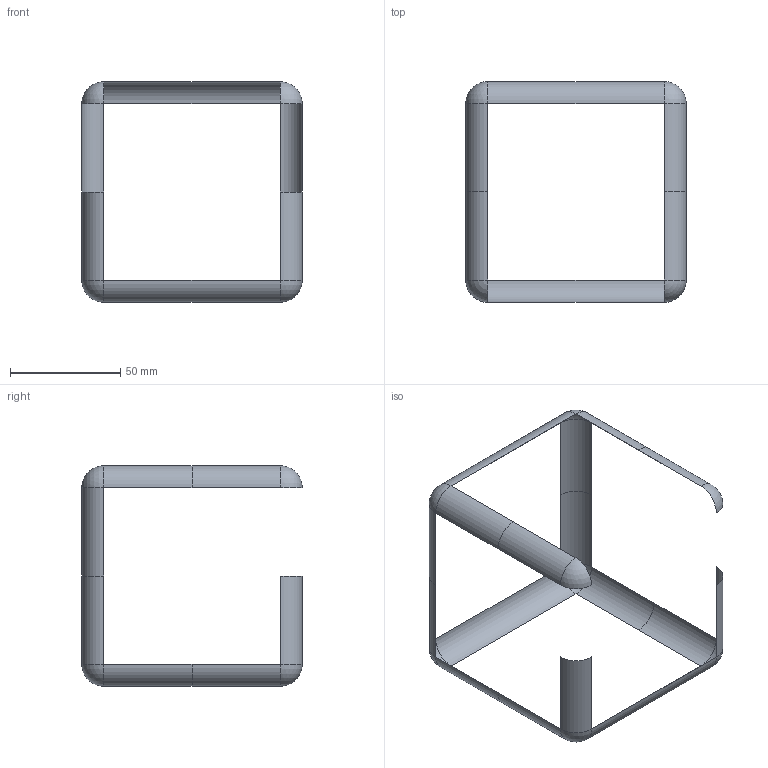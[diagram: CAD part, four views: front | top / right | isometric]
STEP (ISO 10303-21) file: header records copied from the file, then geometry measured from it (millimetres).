
FILE_DESCRIPTION(('Open CASCADE Model'),'2;1');
FILE_NAME('Open CASCADE Shape Model','2012-03-14T15:34:09',('Author'),( 'Open CASCADE'),'Open CASCADE STEP processor 6.3','Open CASCADE 6.3' ,'Unknown');
FILE_SCHEMA(('AUTOMOTIVE_DESIGN_CC2 { 1 2 10303 214 -1 1 5 4 }'));
Length unit declared in the file: millimetre
Products named in the file (1): Product 1
Bounding box: 100 x 100 x 100 mm (x, y, z)
Surface area: 13823 mm2 (no closed solid volume)
Topology: 0 solids, 1 shells, 25 faces, 74 edges, 40 vertices
Faces by surface type: cylinder 17, sphere 8
Entity records: 752 total; most frequent: DIRECTION 150, CARTESIAN_POINT 132, ORIENTED_EDGE 92, EDGE_CURVE 66, AXIS2_PLACEMENT_3D 58, VERTEX_POINT 40, LINE 34, VECTOR 34
